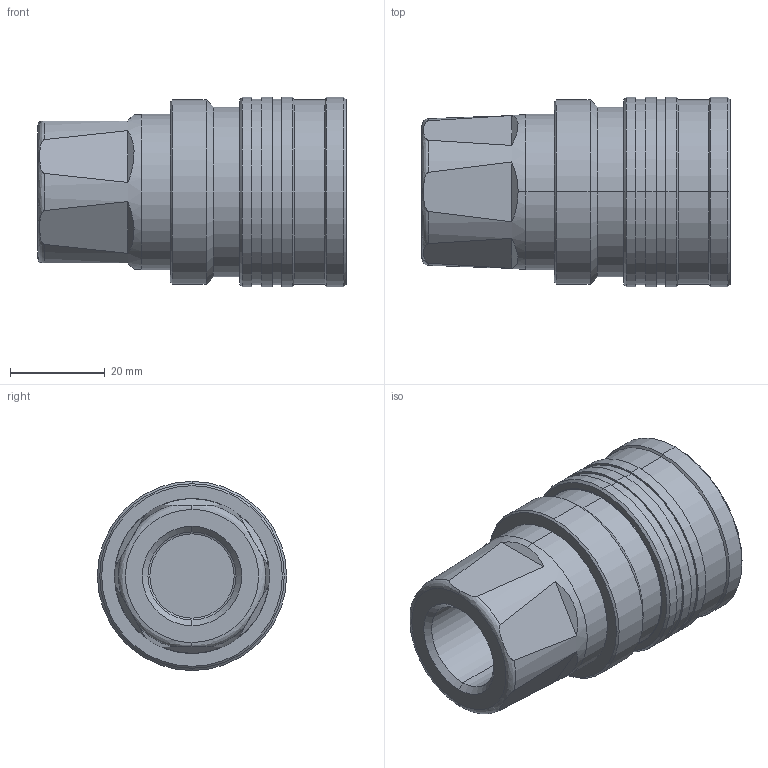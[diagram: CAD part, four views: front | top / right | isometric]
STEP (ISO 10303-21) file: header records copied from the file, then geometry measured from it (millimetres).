
FILE_DESCRIPTION (( 'STEP AP214' ), '1' );
FILE_NAME ('5010 RV.STEP', '2015-09-03T14:09:41', ( 'admin' ), ( 'Microsoft' ), 'SwSTEP 2.0', 'SolidWorks 2009', '' );
FILE_SCHEMA (( 'AUTOMOTIVE_DESIGN' ));
Length unit declared in the file: millimetre
Products named in the file (1): 5010 RV
Bounding box: 65.15 x 40 x 40 mm (x, y, z)
Volume: 47848.7 mm3; surface area: 13848 mm2
Topology: 1 solids, 1 shells, 100 faces, 214 edges, 128 vertices
Faces by surface type: cylinder 38, plane 26, cone 24, bspline 12
Entity records: 3473 total; most frequent: CARTESIAN_POINT 1065, DIRECTION 478, ORIENTED_EDGE 428, EDGE_CURVE 214, AXIS2_PLACEMENT_3D 205, VERTEX_POINT 128, CIRCLE 116, EDGE_LOOP 112
